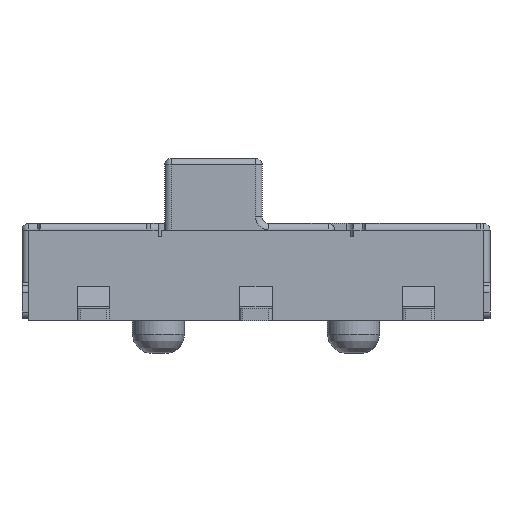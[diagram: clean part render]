
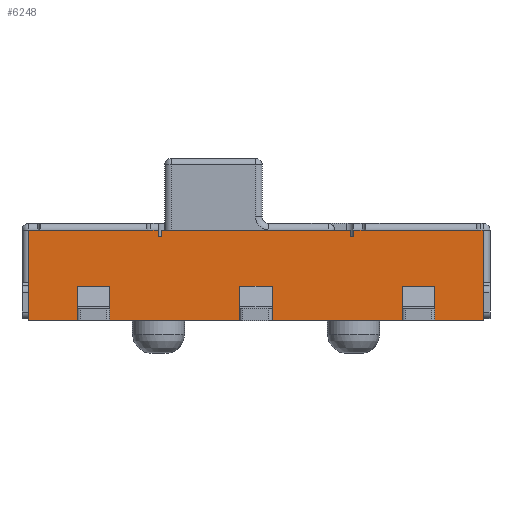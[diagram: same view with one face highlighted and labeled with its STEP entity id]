
A CAD part, front view. The second image highlights one B-rep face of the part: STEP entity #6248.
In plain terms, the highlighted planar face has unit normal (0, -1, 0).
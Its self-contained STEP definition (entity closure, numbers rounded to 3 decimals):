
#431=PLANE('',#6796);
#707=FACE_OUTER_BOUND('',#1068,.T.);
#1068=EDGE_LOOP('',(#5103,#5104,#5105,#5106,#5107,#5108,#5109,#5110,#5111,
#5112,#5113,#5114,#5115,#5116,#5117,#5118,#5119,#5120));
#1501=LINE('',#9585,#2064);
#1505=LINE('',#9593,#2068);
#1538=LINE('',#9681,#2101);
#1540=LINE('',#9687,#2103);
#1551=LINE('',#9717,#2114);
#1556=LINE('',#9730,#2119);
#1565=LINE('',#9754,#2128);
#1566=LINE('',#9756,#2129);
#1567=LINE('',#9758,#2130);
#1568=LINE('',#9760,#2131);
#1569=LINE('',#9762,#2132);
#1570=LINE('',#9764,#2133);
#1571=LINE('',#9766,#2134);
#1572=LINE('',#9768,#2135);
#1573=LINE('',#9769,#2136);
#1574=LINE('',#9771,#2137);
#1575=LINE('',#9773,#2138);
#1576=LINE('',#9774,#2139);
#2064=VECTOR('',#7862,1.737);
#2068=VECTOR('',#7866,1.827);
#2101=VECTOR('',#7951,0.121);
#2103=VECTOR('',#7957,0.041);
#2114=VECTOR('',#7986,0.597);
#2119=VECTOR('',#7997,0.141);
#2128=VECTOR('',#8022,0.132);
#2129=VECTOR('',#8025,0.803);
#2130=VECTOR('',#8026,0.1);
#2131=VECTOR('',#8027,0.051);
#2132=VECTOR('',#8028,0.1);
#2133=VECTOR('',#8029,2.896);
#2134=VECTOR('',#8030,0.1);
#2135=VECTOR('',#8031,0.053);
#2136=VECTOR('',#8032,0.1);
#2137=VECTOR('',#8033,0.803);
#2138=VECTOR('',#8034,0.597);
#2139=VECTOR('',#8035,7.);
#2872=VERTEX_POINT('',#9582);
#2873=VERTEX_POINT('',#9584);
#2876=VERTEX_POINT('',#9590);
#2877=VERTEX_POINT('',#9592);
#2906=VERTEX_POINT('',#9680);
#2908=VERTEX_POINT('',#9686);
#2917=VERTEX_POINT('',#9714);
#2918=VERTEX_POINT('',#9716);
#2923=VERTEX_POINT('',#9728);
#2930=VERTEX_POINT('',#9752);
#2931=VERTEX_POINT('',#9757);
#2932=VERTEX_POINT('',#9759);
#2933=VERTEX_POINT('',#9761);
#2934=VERTEX_POINT('',#9763);
#2935=VERTEX_POINT('',#9765);
#2936=VERTEX_POINT('',#9767);
#2937=VERTEX_POINT('',#9770);
#2938=VERTEX_POINT('',#9772);
#3621=EDGE_CURVE('',#2872,#2873,#1501,.T.);
#3625=EDGE_CURVE('',#2876,#2877,#1505,.T.);
#3669=EDGE_CURVE('',#2873,#2906,#1538,.T.);
#3672=EDGE_CURVE('',#2877,#2908,#1540,.T.);
#3687=EDGE_CURVE('',#2918,#2917,#1551,.T.);
#3694=EDGE_CURVE('',#2923,#2872,#1556,.T.);
#3706=EDGE_CURVE('',#2930,#2876,#1565,.T.);
#3707=EDGE_CURVE('',#2908,#2917,#1566,.T.);
#3708=EDGE_CURVE('',#2930,#2931,#1567,.T.);
#3709=EDGE_CURVE('',#2931,#2932,#1568,.T.);
#3710=EDGE_CURVE('',#2932,#2933,#1569,.T.);
#3711=EDGE_CURVE('',#2933,#2934,#1570,.T.);
#3712=EDGE_CURVE('',#2934,#2935,#1571,.T.);
#3713=EDGE_CURVE('',#2935,#2936,#1572,.T.);
#3714=EDGE_CURVE('',#2936,#2906,#1573,.T.);
#3715=EDGE_CURVE('',#2937,#2923,#1574,.T.);
#3716=EDGE_CURVE('',#2938,#2937,#1575,.T.);
#3717=EDGE_CURVE('',#2938,#2918,#1576,.T.);
#5103=ORIENTED_EDGE('',*,*,#3687,.T.);
#5104=ORIENTED_EDGE('',*,*,#3707,.F.);
#5105=ORIENTED_EDGE('',*,*,#3672,.F.);
#5106=ORIENTED_EDGE('',*,*,#3625,.F.);
#5107=ORIENTED_EDGE('',*,*,#3706,.F.);
#5108=ORIENTED_EDGE('',*,*,#3708,.T.);
#5109=ORIENTED_EDGE('',*,*,#3709,.T.);
#5110=ORIENTED_EDGE('',*,*,#3710,.T.);
#5111=ORIENTED_EDGE('',*,*,#3711,.T.);
#5112=ORIENTED_EDGE('',*,*,#3712,.T.);
#5113=ORIENTED_EDGE('',*,*,#3713,.T.);
#5114=ORIENTED_EDGE('',*,*,#3714,.T.);
#5115=ORIENTED_EDGE('',*,*,#3669,.F.);
#5116=ORIENTED_EDGE('',*,*,#3621,.F.);
#5117=ORIENTED_EDGE('',*,*,#3694,.F.);
#5118=ORIENTED_EDGE('',*,*,#3715,.F.);
#5119=ORIENTED_EDGE('',*,*,#3716,.F.);
#5120=ORIENTED_EDGE('',*,*,#3717,.T.);
#6248=ADVANCED_FACE('',(#707),#431,.T.);
#6796=AXIS2_PLACEMENT_3D('',#9755,#8023,#8024);
#7862=DIRECTION('',(1.,0.,0.));
#7866=DIRECTION('',(1.,0.,0.));
#7951=DIRECTION('',(1.,0.,0.));
#7957=DIRECTION('',(1.,0.,0.));
#7986=DIRECTION('',(0.,0.,1.));
#7997=DIRECTION('',(1.,0.,0.));
#8022=DIRECTION('',(1.,0.,0.));
#8023=DIRECTION('center_axis',(0.,-1.,0.));
#8024=DIRECTION('ref_axis',(1.,0.,0.));
#8025=DIRECTION('',(0.,0.,-1.));
#8026=DIRECTION('',(0.,0.,-1.));
#8027=DIRECTION('',(-1.,0.,0.));
#8028=DIRECTION('',(0.,0.,1.));
#8029=DIRECTION('',(-1.,0.,0.));
#8030=DIRECTION('',(0.,0.,-1.));
#8031=DIRECTION('',(-1.,0.,0.));
#8032=DIRECTION('',(0.,0.,1.));
#8033=DIRECTION('',(0.,0.,1.));
#8034=DIRECTION('',(0.,0.,1.));
#8035=DIRECTION('',(1.,0.,0.));
#9582=CARTESIAN_POINT('',(-3.359,-1.75,1.4));
#9584=CARTESIAN_POINT('',(-1.621,-1.75,1.4));
#9585=CARTESIAN_POINT('',(-1.8,-1.75,1.4));
#9590=CARTESIAN_POINT('',(1.632,-1.75,1.4));
#9592=CARTESIAN_POINT('',(3.459,-1.75,1.4));
#9593=CARTESIAN_POINT('',(-1.8,-1.75,1.4));
#9680=CARTESIAN_POINT('',(-1.5,-1.75,1.4));
#9681=CARTESIAN_POINT('',(-1.8,-1.75,1.4));
#9686=CARTESIAN_POINT('',(3.5,-1.75,1.4));
#9687=CARTESIAN_POINT('',(-1.8,-1.75,1.4));
#9714=CARTESIAN_POINT('',(3.5,-1.75,0.597));
#9716=CARTESIAN_POINT('',(3.5,-1.75,0.));
#9717=CARTESIAN_POINT('',(3.5,-1.75,0.285));
#9728=CARTESIAN_POINT('',(-3.5,-1.75,1.4));
#9730=CARTESIAN_POINT('',(-1.8,-1.75,1.4));
#9752=CARTESIAN_POINT('',(1.5,-1.75,1.4));
#9754=CARTESIAN_POINT('',(-1.8,-1.75,1.4));
#9755=CARTESIAN_POINT('Origin',(-3.6,-1.75,0.));
#9756=CARTESIAN_POINT('',(3.5,-1.75,0.));
#9757=CARTESIAN_POINT('',(1.5,-1.75,1.3));
#9758=CARTESIAN_POINT('',(1.5,-1.75,0.75));
#9759=CARTESIAN_POINT('',(1.449,-1.75,1.3));
#9760=CARTESIAN_POINT('',(-1.8,-1.75,1.3));
#9761=CARTESIAN_POINT('',(1.449,-1.75,1.4));
#9762=CARTESIAN_POINT('',(1.449,-1.75,0.7));
#9763=CARTESIAN_POINT('',(-1.447,-1.75,1.4));
#9764=CARTESIAN_POINT('',(-1.8,-1.75,1.4));
#9765=CARTESIAN_POINT('',(-1.447,-1.75,1.3));
#9766=CARTESIAN_POINT('',(-1.447,-1.75,0.7));
#9767=CARTESIAN_POINT('',(-1.5,-1.75,1.3));
#9768=CARTESIAN_POINT('',(-1.8,-1.75,1.3));
#9769=CARTESIAN_POINT('',(-1.5,-1.75,0.75));
#9770=CARTESIAN_POINT('',(-3.5,-1.75,0.597));
#9771=CARTESIAN_POINT('',(-3.5,-1.75,0.));
#9772=CARTESIAN_POINT('',(-3.5,-1.75,0.));
#9773=CARTESIAN_POINT('',(-3.5,-1.75,-0.102));
#9774=CARTESIAN_POINT('',(-3.6,-1.75,0.));
